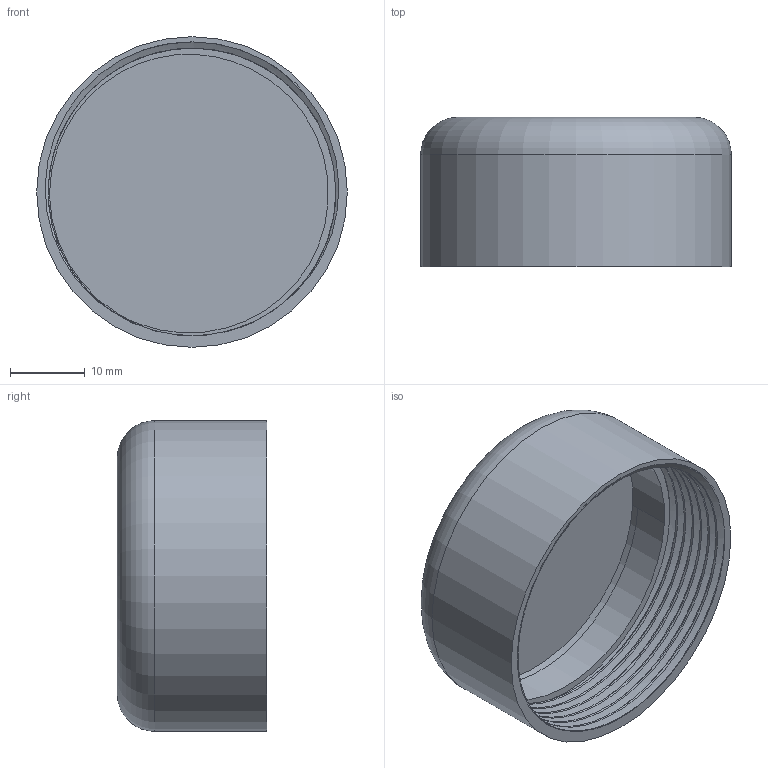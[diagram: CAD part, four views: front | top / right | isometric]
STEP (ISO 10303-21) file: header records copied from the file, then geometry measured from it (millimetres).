
FILE_DESCRIPTION(/* description */ (''),/* implementation_level */ '2;1');
FILE_NAME(/* name */ 'Jammer v243.step',/* time_stamp */ '2025-11-06T00:02:15+05:30',/* author */ (''),/* organization */ (''),/* preprocessor_version */ 'ST-DEVELOPER v20.1',/* originating_system */ 'Autodesk Translation Framework v14.17.0.0',/* authorisation */ '');
FILE_SCHEMA (('AUTOMOTIVE_DESIGN { 1 0 10303 214 3 1 1 }'));
Length unit declared in the file: millimetre
Products named in the file (1): Jammer
Bounding box: 41.61 x 20 x 41.61 mm (x, y, z)
Volume: 7804.5 mm3; surface area: 7783.1 mm2
Topology: 1 solids, 1 shells, 30 faces, 78 edges, 52 vertices
Faces by surface type: cylinder 19, bspline 6, plane 4, torus 1
Full cylindrical faces by diameter (mm): 38.526 x6, 40.208 x6, 41.611 x1
Entity records: 3707 total; most frequent: CARTESIAN_POINT 3038, ORIENTED_EDGE 156, DIRECTION 97, EDGE_CURVE 78, VERTEX_POINT 52, B_SPLINE_CURVE_WITH_KNOTS 45, AXIS2_PLACEMENT_3D 39, EDGE_LOOP 32
